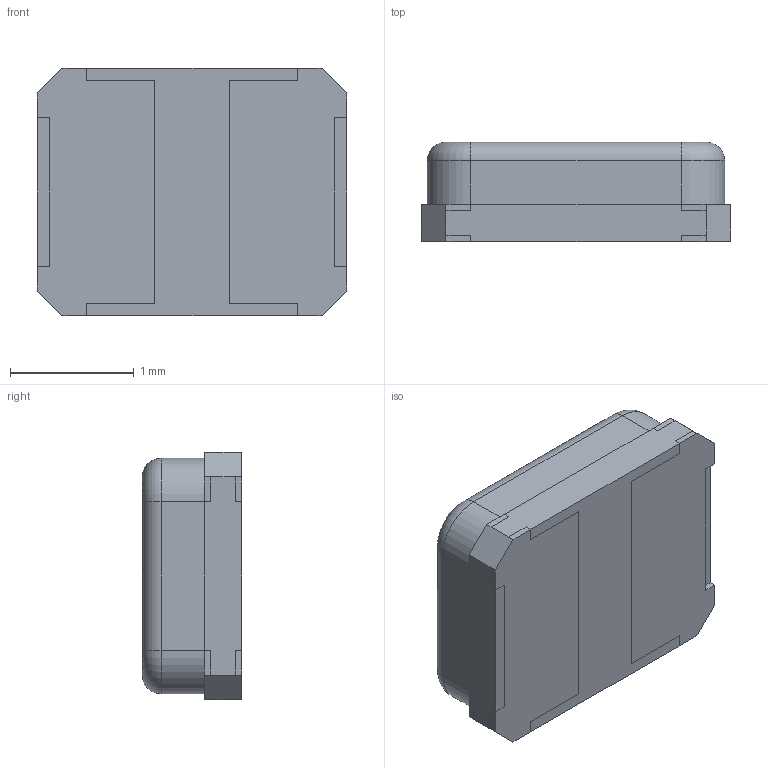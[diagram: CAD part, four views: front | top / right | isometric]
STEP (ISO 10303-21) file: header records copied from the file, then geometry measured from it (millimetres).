
FILE_DESCRIPTION (( 'STEP AP214' ), '1' );
FILE_NAME ('XRCHA16M000F0A01R0.STEP', '2020-07-21T14:04:03', ( '' ), ( '' ), 'SwSTEP 2.0', 'SolidWorks 2017', '' );
FILE_SCHEMA (( 'AUTOMOTIVE_DESIGN' ));
Length unit declared in the file: millimetre
Products named in the file (1): XRCHA16M000F0A01R0
Bounding box: 2.5 x 0.8 x 2 mm (x, y, z)
Volume: 3.7 mm3; surface area: 33.6 mm2
Topology: 4 solids, 4 shells, 148 faces, 364 edges, 224 vertices
Faces by surface type: plane 136, cylinder 8, torus 4
Entity records: 4281 total; most frequent: CARTESIAN_POINT 737, ORIENTED_EDGE 728, DIRECTION 682, EDGE_CURVE 364, VECTOR 344, LINE 344, VERTEX_POINT 224, AXIS2_PLACEMENT_3D 169
